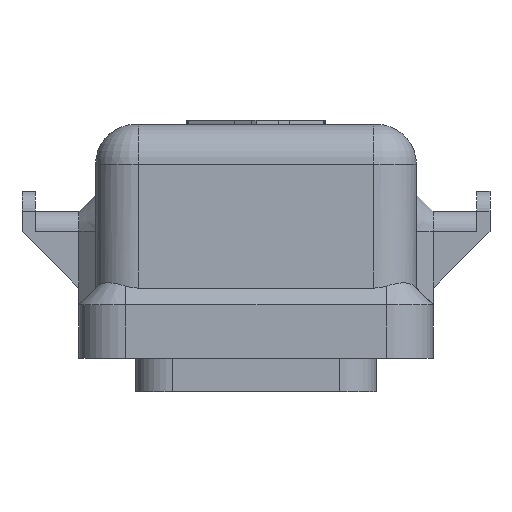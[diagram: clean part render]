
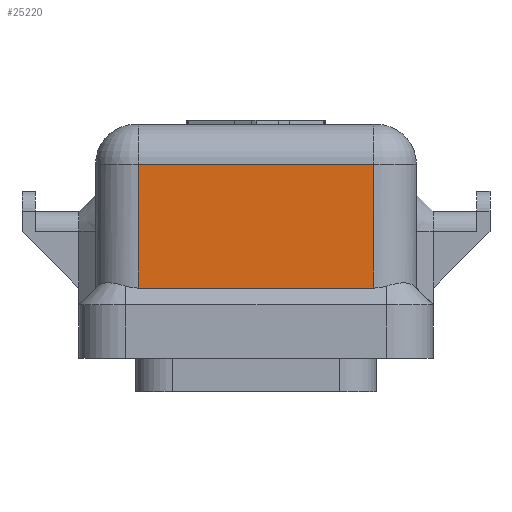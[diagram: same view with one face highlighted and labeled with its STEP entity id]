
A CAD part, front view. The second image highlights one B-rep face of the part: STEP entity #25220.
In plain terms, the highlighted planar face has unit normal (0, -1, 0).
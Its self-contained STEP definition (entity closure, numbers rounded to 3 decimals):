
#24830=CARTESIAN_POINT('',(50.101,51.048,6.292));
#24840=DIRECTION('',(0.,1.,0.));
#24850=DIRECTION('',(0.,0.,1.));
#24860=AXIS2_PLACEMENT_3D('',#24830,#24840,#24850);
#24870=PLANE('',#24860);
#24880=CARTESIAN_POINT('',(0.,51.048,5.25));
#24890=DIRECTION('',(1.,-0.,0.));
#24900=VECTOR('',#24890,1.);
#24910=LINE('',#24880,#24900);
#24920=CARTESIAN_POINT('',(54.551,51.048,5.25));
#24930=VERTEX_POINT('',#24920);
#24940=CARTESIAN_POINT('',(72.151,51.048,5.25));
#24950=VERTEX_POINT('',#24940);
#24960=EDGE_CURVE('',#24930,#24950,#24910,.T.);
#24970=ORIENTED_EDGE('',*,*,#24960,.T.);
#24980=CARTESIAN_POINT('',(54.551,51.048,0.));
#24990=DIRECTION('',(0.,-0.,1.));
#25000=VECTOR('',#24990,1.);
#25010=LINE('',#24980,#25000);
#25020=CARTESIAN_POINT('',(54.551,51.048,14.5));
#25030=VERTEX_POINT('',#25020);
#25040=EDGE_CURVE('',#24930,#25030,#25010,.T.);
#25050=ORIENTED_EDGE('',*,*,#25040,.F.);
#25060=CARTESIAN_POINT('',(0.,51.048,14.5));
#25070=DIRECTION('',(-1.,0.,0.));
#25080=VECTOR('',#25070,1.);
#25090=LINE('',#25060,#25080);
#25100=CARTESIAN_POINT('',(72.151,51.048,14.5));
#25110=VERTEX_POINT('',#25100);
#25120=EDGE_CURVE('',#25110,#25030,#25090,.T.);
#25130=ORIENTED_EDGE('',*,*,#25120,.T.);
#25140=CARTESIAN_POINT('',(72.151,51.048,0.));
#25150=DIRECTION('',(0.,0.,1.));
#25160=VECTOR('',#25150,1.);
#25170=LINE('',#25140,#25160);
#25180=EDGE_CURVE('',#24950,#25110,#25170,.T.);
#25190=ORIENTED_EDGE('',*,*,#25180,.T.);
#25200=EDGE_LOOP('',(#25190,#25130,#25050,#24970));
#25210=FACE_OUTER_BOUND('',#25200,.T.);
#25220=ADVANCED_FACE('',(#25210),#24870,.F.);
